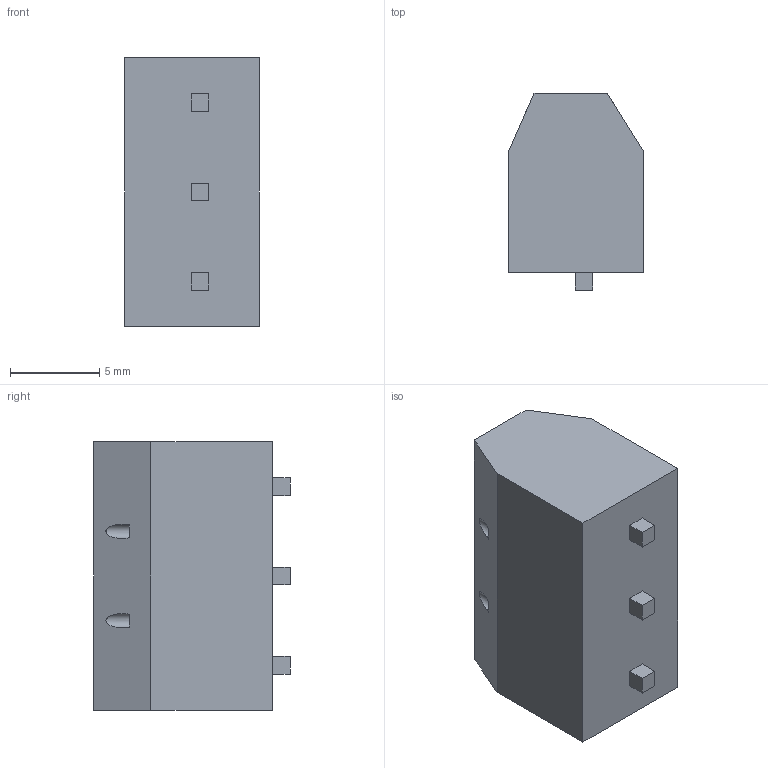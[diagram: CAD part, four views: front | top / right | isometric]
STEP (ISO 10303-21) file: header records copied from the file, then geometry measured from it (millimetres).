
FILE_DESCRIPTION (( 'STEP AP214' ), '1' );
FILE_NAME ('MC24356.STEP', '2014-02-20T12:10:04', ( 'Master' ), ( '' ), 'SwSTEP 2.0', 'SolidWorks 2013', '' );
FILE_SCHEMA (( 'AUTOMOTIVE_DESIGN' ));
Length unit declared in the file: millimetre
Products named in the file (1): MC24356
Bounding box: 7.5 x 11 x 15 mm (x, y, z)
Volume: 859.2 mm3; surface area: 824.3 mm2
Topology: 1 solids, 1 shells, 109 faces, 270 edges, 176 vertices
Faces by surface type: plane 93, cylinder 16
Entity records: 3216 total; most frequent: CARTESIAN_POINT 586, ORIENTED_EDGE 540, DIRECTION 514, EDGE_CURVE 270, VECTOR 226, LINE 226, VERTEX_POINT 176, AXIS2_PLACEMENT_3D 144
